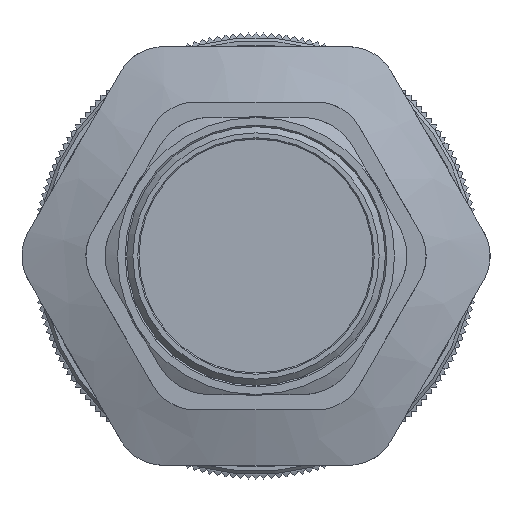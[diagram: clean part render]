
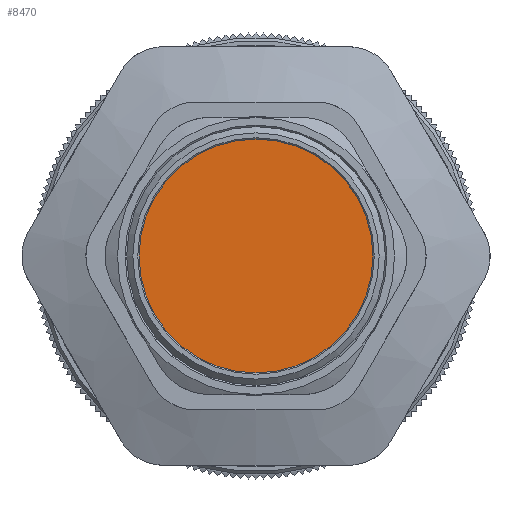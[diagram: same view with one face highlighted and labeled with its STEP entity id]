
A CAD part, front view. The second image highlights one B-rep face of the part: STEP entity #8470.
In plain terms, the highlighted planar face has unit normal (0, -1, 0).
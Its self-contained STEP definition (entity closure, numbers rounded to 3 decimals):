
#2232=FACE_OUTER_BOUND('',#2692,.T.);
#2692=EDGE_LOOP('',(#5433));
#3163=CIRCLE('',#8955,19.);
#3234=VERTEX_POINT('',#10964);
#4110=EDGE_CURVE('',#3234,#3234,#3163,.T.);
#5433=ORIENTED_EDGE('',*,*,#4110,.F.);
#8079=PLANE('',#8954);
#8470=ADVANCED_FACE('',(#2232),#8079,.F.);
#8954=AXIS2_PLACEMENT_3D('',#10963,#9483,#9484);
#8955=AXIS2_PLACEMENT_3D('',#10965,#9485,#9486);
#9483=DIRECTION('center_axis',(0.,1.,0.));
#9484=DIRECTION('ref_axis',(0.,0.,1.));
#9485=DIRECTION('center_axis',(0.,1.,0.));
#9486=DIRECTION('ref_axis',(0.,0.,-1.));
#10963=CARTESIAN_POINT('Origin',(-2.034,-15.846,0.));
#10964=CARTESIAN_POINT('',(-2.034,-15.846,19.));
#10965=CARTESIAN_POINT('Origin',(-2.034,-15.846,0.));
